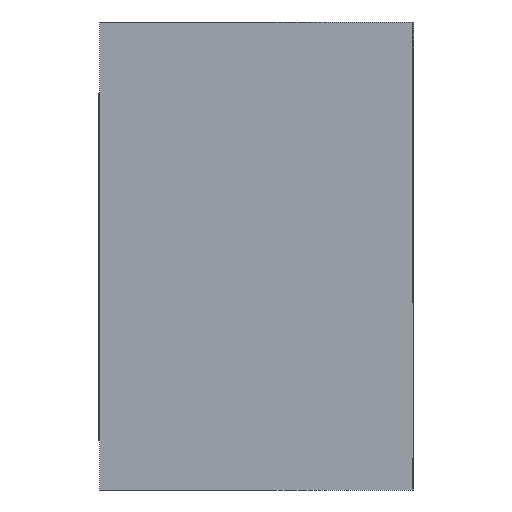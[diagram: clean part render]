
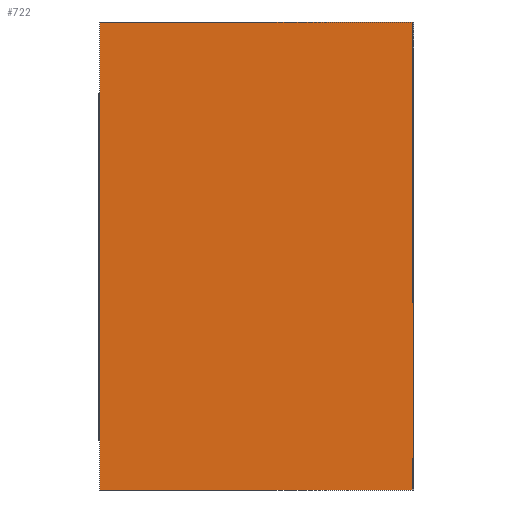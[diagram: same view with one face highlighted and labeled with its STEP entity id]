
A CAD part, left-side view. The second image highlights one B-rep face of the part: STEP entity #722.
In plain terms, the highlighted planar face has unit normal (-1, 0, 0).
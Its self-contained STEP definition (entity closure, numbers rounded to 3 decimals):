
#61=LINE('',#1031,#157);
#63=LINE('',#1036,#159);
#65=LINE('',#1039,#161);
#102=LINE('',#1115,#198);
#103=LINE('',#1117,#199);
#104=LINE('',#1119,#200);
#105=LINE('',#1121,#201);
#106=LINE('',#1122,#202);
#157=VECTOR('',#843,0.01);
#159=VECTOR('',#847,0.01);
#161=VECTOR('',#851,1.);
#198=VECTOR('',#916,0.2);
#199=VECTOR('',#917,1.8);
#200=VECTOR('',#918,2.);
#201=VECTOR('',#919,3.);
#202=VECTOR('',#920,2.);
#243=PLANE('',#762);
#283=FACE_OUTER_BOUND('',#321,.T.);
#321=EDGE_LOOP('',(#622,#623,#624,#625,#626,#627,#628,#629));
#361=VERTEX_POINT('',#1027);
#362=VERTEX_POINT('',#1029);
#363=VERTEX_POINT('',#1033);
#364=VERTEX_POINT('',#1035);
#389=VERTEX_POINT('',#1114);
#390=VERTEX_POINT('',#1116);
#391=VERTEX_POINT('',#1118);
#392=VERTEX_POINT('',#1120);
#438=EDGE_CURVE('',#361,#362,#61,.T.);
#440=EDGE_CURVE('',#363,#364,#63,.T.);
#442=EDGE_CURVE('',#364,#362,#65,.T.);
#479=EDGE_CURVE('',#389,#361,#102,.T.);
#480=EDGE_CURVE('',#363,#390,#103,.T.);
#481=EDGE_CURVE('',#390,#391,#104,.T.);
#482=EDGE_CURVE('',#392,#391,#105,.T.);
#483=EDGE_CURVE('',#389,#392,#106,.T.);
#622=ORIENTED_EDGE('',*,*,#479,.T.);
#623=ORIENTED_EDGE('',*,*,#438,.T.);
#624=ORIENTED_EDGE('',*,*,#442,.F.);
#625=ORIENTED_EDGE('',*,*,#440,.F.);
#626=ORIENTED_EDGE('',*,*,#480,.T.);
#627=ORIENTED_EDGE('',*,*,#481,.T.);
#628=ORIENTED_EDGE('',*,*,#482,.F.);
#629=ORIENTED_EDGE('',*,*,#483,.F.);
#722=ADVANCED_FACE('',(#283),#243,.T.);
#762=AXIS2_PLACEMENT_3D('',#1113,#914,#915);
#843=DIRECTION('',(0.,-1.,0.));
#847=DIRECTION('',(0.,-1.,0.));
#851=DIRECTION('',(0.,0.,-1.));
#914=DIRECTION('center_axis',(-1.,0.,0.));
#915=DIRECTION('ref_axis',(0.,0.,1.));
#916=DIRECTION('',(0.,0.,1.));
#917=DIRECTION('',(0.,0.,1.));
#918=DIRECTION('',(0.,1.,0.));
#919=DIRECTION('',(0.,0.,1.));
#920=DIRECTION('',(0.,1.,0.));
#1027=CARTESIAN_POINT('',(-12.347,0.,7.344));
#1029=CARTESIAN_POINT('',(-12.347,-0.01,7.344));
#1031=CARTESIAN_POINT('',(-12.347,0.,7.344));
#1033=CARTESIAN_POINT('',(-12.347,0.,8.344));
#1035=CARTESIAN_POINT('',(-12.347,-0.01,8.344));
#1036=CARTESIAN_POINT('',(-12.347,0.,8.344));
#1039=CARTESIAN_POINT('',(-12.347,-0.01,7.344));
#1113=CARTESIAN_POINT('Origin',(-12.347,0.,7.144));
#1114=CARTESIAN_POINT('',(-12.347,0.,7.144));
#1115=CARTESIAN_POINT('',(-12.347,0.,7.144));
#1116=CARTESIAN_POINT('',(-12.347,0.,10.144));
#1117=CARTESIAN_POINT('',(-12.347,0.,7.144));
#1118=CARTESIAN_POINT('',(-12.347,2.,10.144));
#1119=CARTESIAN_POINT('',(-12.347,0.,10.144));
#1120=CARTESIAN_POINT('',(-12.347,2.,7.144));
#1121=CARTESIAN_POINT('',(-12.347,2.,7.144));
#1122=CARTESIAN_POINT('',(-12.347,0.,7.144));
